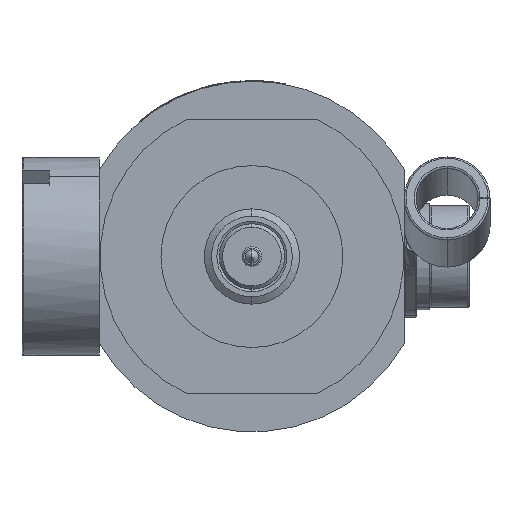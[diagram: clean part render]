
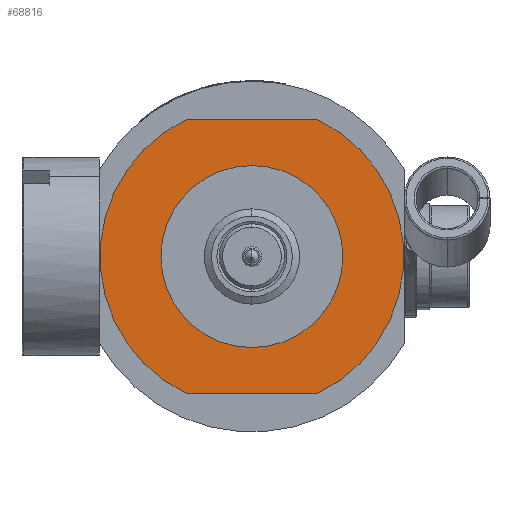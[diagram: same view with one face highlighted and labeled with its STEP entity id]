
A CAD part, left-side view. The second image highlights one B-rep face of the part: STEP entity #68816.
In plain terms, the highlighted planar face has unit normal (-1, 0, 0).
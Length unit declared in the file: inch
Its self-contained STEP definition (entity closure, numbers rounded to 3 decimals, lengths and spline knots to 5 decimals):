
#236 = EDGE_CURVE ( 'NONE', #5285, #30735, #6579, .T. ) ;
#2332 = EDGE_CURVE ( 'NONE', #33291, #55031, #27356, .T. ) ;
#5285 = VERTEX_POINT ( 'NONE', #46750 ) ;
#5792 = DIRECTION ( 'NONE',  ( 0., 1., 0. ) ) ;
#6141 = EDGE_CURVE ( 'NONE', #30735, #5285, #13494, .T. ) ;
#6579 = CIRCLE ( 'NONE', #70619, 0.235 ) ;
#12344 = DIRECTION ( 'NONE',  ( 0., 0., 1. ) ) ;
#12429 = DIRECTION ( 'NONE',  ( 1., 0., 0. ) ) ;
#13494 = CIRCLE ( 'NONE', #48515, 0.235 ) ;
#15397 = DIRECTION ( 'NONE',  ( -1., 0., 0. ) ) ;
#15586 = AXIS2_PLACEMENT_3D ( 'NONE', #22806, #65350, #85431 ) ;
#15846 = CARTESIAN_POINT ( 'NONE',  ( -0.664, 0., 0. ) ) ;
#19007 = CARTESIAN_POINT ( 'NONE',  ( -0.664, 0., 0. ) ) ;
#19980 = LINE ( 'NONE', #49654, #74388 ) ;
#21809 = DIRECTION ( 'NONE',  ( 0., 0., 1. ) ) ;
#22806 = CARTESIAN_POINT ( 'NONE',  ( -0.664, 0., 0. ) ) ;
#24960 = DIRECTION ( 'NONE',  ( -1., 0., 0. ) ) ;
#25137 = CARTESIAN_POINT ( 'NONE',  ( -0.664, 0., 0. ) ) ;
#27356 = LINE ( 'NONE', #41964, #78000 ) ;
#27411 = AXIS2_PLACEMENT_3D ( 'NONE', #25137, #32945, #12344 ) ;
#30735 = VERTEX_POINT ( 'NONE', #52749 ) ;
#32945 = DIRECTION ( 'NONE',  ( -1., 0., 0. ) ) ;
#33019 = FACE_BOUND ( 'NONE', #51347, .T. ) ;
#33291 = VERTEX_POINT ( 'NONE', #37123 ) ;
#36394 = ORIENTED_EDGE ( 'NONE', *, *, #6141, .F. ) ;
#37123 = CARTESIAN_POINT ( 'NONE',  ( -0.664, 0.16953, 0.354 ) ) ;
#41964 = CARTESIAN_POINT ( 'NONE',  ( -0.664, 0.24807, 0.354 ) ) ;
#46750 = CARTESIAN_POINT ( 'NONE',  ( -0.664, 0., 0.235 ) ) ;
#48515 = AXIS2_PLACEMENT_3D ( 'NONE', #19007, #24960, #72986 ) ;
#48552 = ORIENTED_EDGE ( 'NONE', *, *, #73252, .T. ) ;
#49654 = CARTESIAN_POINT ( 'NONE',  ( -0.664, 0.24807, -0.354 ) ) ;
#51145 = ORIENTED_EDGE ( 'NONE', *, *, #236, .F. ) ;
#51347 = EDGE_LOOP ( 'NONE', ( #51145, #36394 ) ) ;
#52749 = CARTESIAN_POINT ( 'NONE',  ( -0.664, 0., -0.235 ) ) ;
#53724 = CIRCLE ( 'NONE', #27411, 0.3925 ) ;
#53832 = CARTESIAN_POINT ( 'NONE',  ( -0.664, -0.16953, 0.354 ) ) ;
#55031 = VERTEX_POINT ( 'NONE', #53832 ) ;
#57839 = ORIENTED_EDGE ( 'NONE', *, *, #78163, .F. ) ;
#58923 = VERTEX_POINT ( 'NONE', #72098 ) ;
#63714 = ORIENTED_EDGE ( 'NONE', *, *, #2332, .F. ) ;
#65350 = DIRECTION ( 'NONE',  ( -1., 0., 0. ) ) ;
#67803 = AXIS2_PLACEMENT_3D ( 'NONE', #75042, #12429, #68212 ) ;
#68212 = DIRECTION ( 'NONE',  ( 0., 1., 0. ) ) ;
#68661 = FACE_OUTER_BOUND ( 'NONE', #82393, .T. ) ;
#68816 = ADVANCED_FACE ( 'NONE', ( #68661, #33019 ), #88737, .F. ) ;
#68998 = ORIENTED_EDGE ( 'NONE', *, *, #74465, .T. ) ;
#69663 = CIRCLE ( 'NONE', #15586, 0.3925 ) ;
#69877 = DIRECTION ( 'NONE',  ( 0., -1., 0. ) ) ;
#70619 = AXIS2_PLACEMENT_3D ( 'NONE', #15846, #15397, #21809 ) ;
#72098 = CARTESIAN_POINT ( 'NONE',  ( -0.664, 0.16953, -0.354 ) ) ;
#72986 = DIRECTION ( 'NONE',  ( 0., 0., 1. ) ) ;
#73252 = EDGE_CURVE ( 'NONE', #33291, #58923, #69663, .T. ) ;
#73759 = CARTESIAN_POINT ( 'NONE',  ( -0.664, -0.16953, -0.354 ) ) ;
#74388 = VECTOR ( 'NONE', #5792, 39.37008 ) ;
#74465 = EDGE_CURVE ( 'NONE', #77680, #55031, #53724, .T. ) ;
#75042 = CARTESIAN_POINT ( 'NONE',  ( -0.664, 0., -0.235 ) ) ;
#77680 = VERTEX_POINT ( 'NONE', #73759 ) ;
#78000 = VECTOR ( 'NONE', #69877, 39.37008 ) ;
#78163 = EDGE_CURVE ( 'NONE', #77680, #58923, #19980, .T. ) ;
#82393 = EDGE_LOOP ( 'NONE', ( #68998, #63714, #48552, #57839 ) ) ;
#85431 = DIRECTION ( 'NONE',  ( 0., 0., 1. ) ) ;
#88737 = PLANE ( 'NONE',  #67803 ) ;
